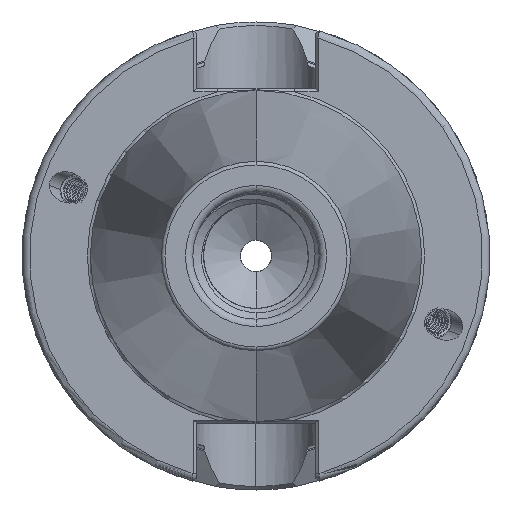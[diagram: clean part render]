
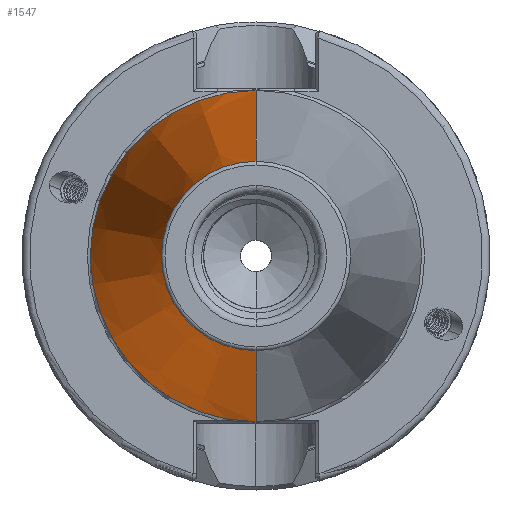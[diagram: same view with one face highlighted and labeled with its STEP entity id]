
A CAD part, left-side view. The second image highlights one B-rep face of the part: STEP entity #1547.
In plain terms, the highlighted conical face has half-angle 8.297 degrees and reference radius 22.298 mm.
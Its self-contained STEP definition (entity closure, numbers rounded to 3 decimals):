
#1200 = EDGE_CURVE ( 'NONE', #8863, #8864, #9004, .T. ) ;
#1202 = EDGE_CURVE ( 'NONE', #8866, #8864, #19971, .T. ) ;
#1203 = EDGE_CURVE ( 'NONE', #8865, #8866, #9005, .T. ) ;
#1204 = EDGE_CURVE ( 'NONE', #8865, #8863, #19977, .T. ) ;
#1547 = ADVANCED_FACE ( 'NONE', ( #6491 ), #11244, .T. ) ;
#3074 = CARTESIAN_POINT ( 'NONE',  ( -1.5, 0., -22.298 ) ) ;
#3075 = CARTESIAN_POINT ( 'NONE',  ( -1.5, 0., 22.298 ) ) ;
#3076 = CARTESIAN_POINT ( 'NONE',  ( -66.972, 0., -12.75 ) ) ;
#3077 = CARTESIAN_POINT ( 'NONE',  ( -66.972, 0., 12.75 ) ) ;
#6370 = CARTESIAN_POINT ( 'NONE',  ( -1.5, 0., 0. ) ) ;
#6371 = DIRECTION ( 'NONE',  ( 1., 0., 0. ) ) ;
#6372 = DIRECTION ( 'NONE',  ( 0., 0., -1. ) ) ;
#6491 = FACE_OUTER_BOUND ( 'NONE', #11384, .T. ) ;
#6494 = AXIS2_PLACEMENT_3D ( 'NONE', #6370, #6371, #6372 ) ;
#8651 = ORIENTED_EDGE ( 'NONE', *, *, #1203, .T. ) ;
#8652 = ORIENTED_EDGE ( 'NONE', *, *, #1200, .F. ) ;
#8653 = ORIENTED_EDGE ( 'NONE', *, *, #1202, .T. ) ;
#8863 = VERTEX_POINT ( 'NONE', #3074 ) ;
#8864 = VERTEX_POINT ( 'NONE', #3075 ) ;
#8865 = VERTEX_POINT ( 'NONE', #3076 ) ;
#8866 = VERTEX_POINT ( 'NONE', #3077 ) ;
#9004 = CIRCLE ( 'NONE', #17232, 22.298 ) ;
#9005 = CIRCLE ( 'NONE', #17239, 12.75 ) ;
#11244 = CONICAL_SURFACE ( 'NONE', #6494, 22.298, 0.145 ) ;
#11282 = ORIENTED_EDGE ( 'NONE', *, *, #1204, .F. ) ;
#11384 = EDGE_LOOP ( 'NONE', ( #8651, #8653, #8652, #11282 ) ) ;
#17232 = AXIS2_PLACEMENT_3D ( 'NONE', #19964, #19965, #19966 ) ;
#17239 = AXIS2_PLACEMENT_3D ( 'NONE', #19967, #19974, #19975 ) ;
#17240 = VECTOR ( 'NONE', #19973, 1000. ) ;
#17242 = VECTOR ( 'NONE', #19979, 1000. ) ;
#19964 = CARTESIAN_POINT ( 'NONE',  ( -1.5, 0., 0. ) ) ;
#19965 = DIRECTION ( 'NONE',  ( 1., 0., 0. ) ) ;
#19966 = DIRECTION ( 'NONE',  ( 0., 0., -1. ) ) ;
#19967 = CARTESIAN_POINT ( 'NONE',  ( -66.972, 0., 0. ) ) ;
#19971 = LINE ( 'NONE', #19972, #17240 ) ;
#19972 = CARTESIAN_POINT ( 'NONE',  ( -1.5, 0., 22.298 ) ) ;
#19973 = DIRECTION ( 'NONE',  ( 0.99, 0., 0.144 ) ) ;
#19974 = DIRECTION ( 'NONE',  ( 1., 0., 0. ) ) ;
#19975 = DIRECTION ( 'NONE',  ( 0., 0., -1. ) ) ;
#19977 = LINE ( 'NONE', #19978, #17242 ) ;
#19978 = CARTESIAN_POINT ( 'NONE',  ( -1.5, 0., -22.298 ) ) ;
#19979 = DIRECTION ( 'NONE',  ( 0.99, 0., -0.144 ) ) ;
